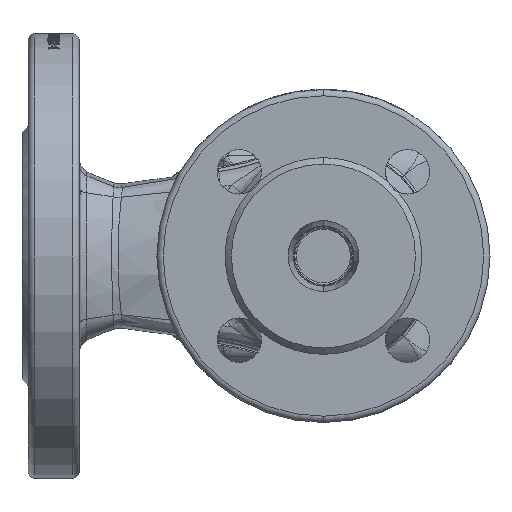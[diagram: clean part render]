
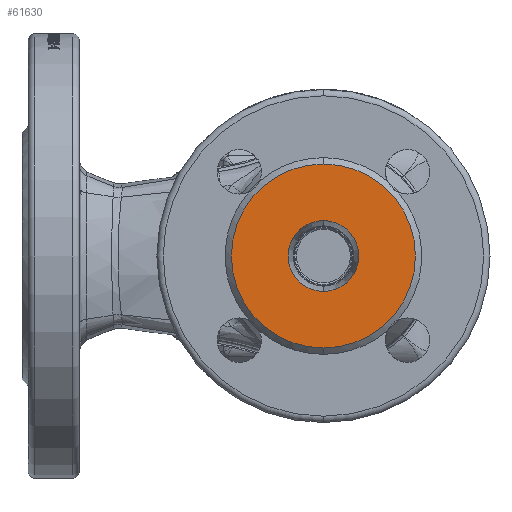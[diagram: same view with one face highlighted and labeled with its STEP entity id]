
A CAD part, front view. The second image highlights one B-rep face of the part: STEP entity #61630.
In plain terms, the highlighted planar face has unit normal (0, -1, 0).
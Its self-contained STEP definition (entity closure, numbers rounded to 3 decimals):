
#1125 = DIRECTION ( 'NONE',  ( 0., 0., 1. ) ) ;
#2712 = ORIENTED_EDGE ( 'NONE', *, *, #131032, .T. ) ;
#8626 = EDGE_LOOP ( 'NONE', ( #44094, #2712 ) ) ;
#14216 = VERTEX_POINT ( 'NONE', #19631 ) ;
#15729 = DIRECTION ( 'NONE',  ( 0., -1., 0. ) ) ;
#19631 = CARTESIAN_POINT ( 'NONE',  ( 0., -85., -29. ) ) ;
#23905 = ORIENTED_EDGE ( 'NONE', *, *, #136395, .F. ) ;
#25434 = PLANE ( 'NONE',  #71976 ) ;
#25533 = DIRECTION ( 'NONE',  ( 0., 0., 1. ) ) ;
#26953 = DIRECTION ( 'NONE',  ( 0., 1., 0. ) ) ;
#37106 = DIRECTION ( 'NONE',  ( 0., 0., -1. ) ) ;
#38730 = VERTEX_POINT ( 'NONE', #49422 ) ;
#39266 = EDGE_LOOP ( 'NONE', ( #23905, #105978 ) ) ;
#43210 = VERTEX_POINT ( 'NONE', #82407 ) ;
#44094 = ORIENTED_EDGE ( 'NONE', *, *, #110231, .T. ) ;
#45439 = AXIS2_PLACEMENT_3D ( 'NONE', #92782, #103999, #25533 ) ;
#49422 = CARTESIAN_POINT ( 'NONE',  ( 0., -85., -11.15 ) ) ;
#57024 = CIRCLE ( 'NONE', #136097, 29. ) ;
#58945 = CIRCLE ( 'NONE', #125247, 29. ) ;
#61630 = ADVANCED_FACE ( 'NONE', ( #116455, #86756 ), #25434, .T. ) ;
#71976 = AXIS2_PLACEMENT_3D ( 'NONE', #103913, #15729, #37106 ) ;
#74239 = CARTESIAN_POINT ( 'NONE',  ( 0., -85., 29. ) ) ;
#82407 = CARTESIAN_POINT ( 'NONE',  ( 0., -85., 11.15 ) ) ;
#86756 = FACE_OUTER_BOUND ( 'NONE', #39266, .T. ) ;
#89111 = DIRECTION ( 'NONE',  ( 0., 0., 1. ) ) ;
#92782 = CARTESIAN_POINT ( 'NONE',  ( 0., -85., 0. ) ) ;
#103913 = CARTESIAN_POINT ( 'NONE',  ( 0., -85., 0. ) ) ;
#103999 = DIRECTION ( 'NONE',  ( 0., 1., 0. ) ) ;
#105753 = AXIS2_PLACEMENT_3D ( 'NONE', #134975, #123218, #89111 ) ;
#105978 = ORIENTED_EDGE ( 'NONE', *, *, #110252, .F. ) ;
#107503 = VERTEX_POINT ( 'NONE', #74239 ) ;
#109790 = CIRCLE ( 'NONE', #105753, 11.15 ) ;
#110231 = EDGE_CURVE ( 'NONE', #43210, #38730, #144444, .T. ) ;
#110252 = EDGE_CURVE ( 'NONE', #14216, #107503, #57024, .T. ) ;
#112648 = CARTESIAN_POINT ( 'NONE',  ( 0., -85., 0. ) ) ;
#115216 = DIRECTION ( 'NONE',  ( 0., 0., 1. ) ) ;
#116455 = FACE_BOUND ( 'NONE', #8626, .T. ) ;
#123218 = DIRECTION ( 'NONE',  ( 0., 1., 0. ) ) ;
#123371 = DIRECTION ( 'NONE',  ( 0., 1., 0. ) ) ;
#125247 = AXIS2_PLACEMENT_3D ( 'NONE', #112648, #123371, #1125 ) ;
#126926 = CARTESIAN_POINT ( 'NONE',  ( 0., -85., 0. ) ) ;
#131032 = EDGE_CURVE ( 'NONE', #38730, #43210, #109790, .T. ) ;
#134975 = CARTESIAN_POINT ( 'NONE',  ( 0., -85., 0. ) ) ;
#136097 = AXIS2_PLACEMENT_3D ( 'NONE', #126926, #26953, #115216 ) ;
#136395 = EDGE_CURVE ( 'NONE', #107503, #14216, #58945, .T. ) ;
#144444 = CIRCLE ( 'NONE', #45439, 11.15 ) ;
